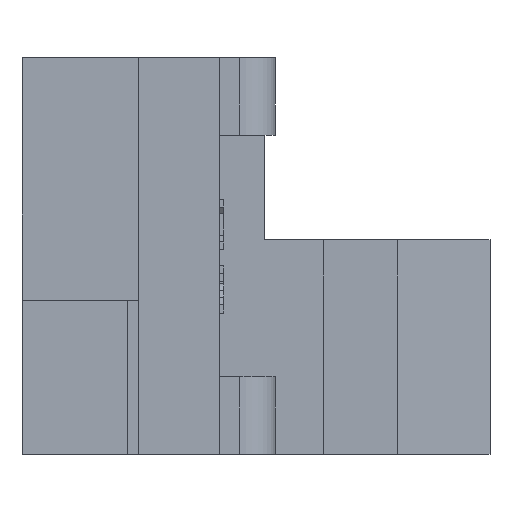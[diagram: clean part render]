
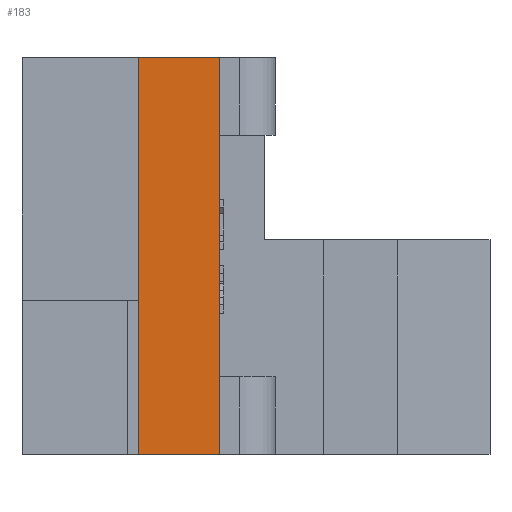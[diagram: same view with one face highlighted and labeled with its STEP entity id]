
A CAD part, left-side view. The second image highlights one B-rep face of the part: STEP entity #183.
In plain terms, the highlighted planar face has unit normal (-1, 0, 0).
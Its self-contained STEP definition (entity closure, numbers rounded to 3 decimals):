
#183=ADVANCED_FACE('',(#353),#268,.T.);
#268=PLANE('',#2007);
#353=FACE_OUTER_BOUND('',#450,.T.);
#450=EDGE_LOOP('',(#855,#856,#857,#858));
#855=ORIENTED_EDGE('',*,*,#1398,.F.);
#856=ORIENTED_EDGE('',*,*,#1399,.F.);
#857=ORIENTED_EDGE('',*,*,#1400,.F.);
#858=ORIENTED_EDGE('',*,*,#1401,.T.);
#1152=VERTEX_POINT('',#2976);
#1153=VERTEX_POINT('',#2977);
#1154=VERTEX_POINT('',#2979);
#1155=VERTEX_POINT('',#2981);
#1398=EDGE_CURVE('',#1152,#1153,#1636,.T.);
#1399=EDGE_CURVE('',#1154,#1152,#1637,.T.);
#1400=EDGE_CURVE('',#1155,#1154,#1638,.T.);
#1401=EDGE_CURVE('',#1155,#1153,#1639,.T.);
#1636=LINE('',#2975,#1869);
#1637=LINE('',#2978,#1870);
#1638=LINE('',#2980,#1871);
#1639=LINE('',#2982,#1872);
#1869=VECTOR('',#2426,1.);
#1870=VECTOR('',#2427,1.);
#1871=VECTOR('',#2428,1.);
#1872=VECTOR('',#2429,1.);
#2007=AXIS2_PLACEMENT_3D('',#2983,#2430,#2431);
#2426=DIRECTION('',(0.,1.,0.));
#2427=DIRECTION('',(0.,0.,-1.));
#2428=DIRECTION('',(0.,-1.,0.));
#2429=DIRECTION('',(0.,0.,-1.));
#2430=DIRECTION('',(-1.,0.,0.));
#2431=DIRECTION('',(0.,-1.,0.));
#2975=CARTESIAN_POINT('',(-75.654,14.762,0.));
#2976=CARTESIAN_POINT('',(-75.654,14.762,0.));
#2977=CARTESIAN_POINT('',(-75.654,17.762,0.));
#2978=CARTESIAN_POINT('',(-75.654,14.762,14.8));
#2979=CARTESIAN_POINT('',(-75.654,14.762,14.8));
#2980=CARTESIAN_POINT('',(-75.654,17.762,14.8));
#2981=CARTESIAN_POINT('',(-75.654,17.762,14.8));
#2982=CARTESIAN_POINT('',(-75.654,17.762,14.8));
#2983=CARTESIAN_POINT('',(-75.654,17.762,0.));
